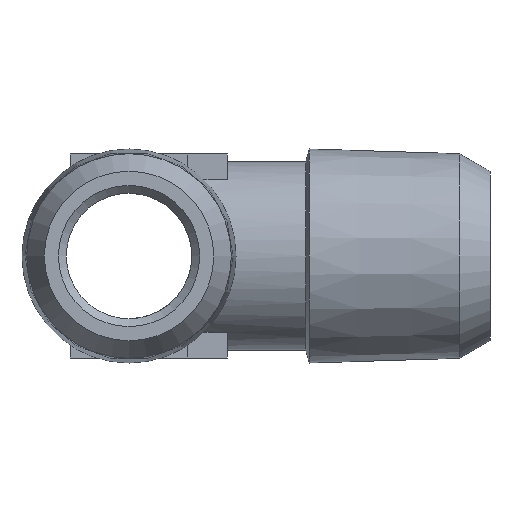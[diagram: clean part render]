
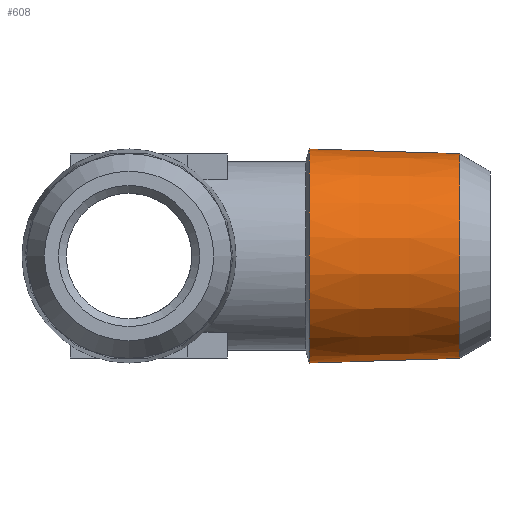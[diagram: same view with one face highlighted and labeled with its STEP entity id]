
A CAD part, left-side view. The second image highlights one B-rep face of the part: STEP entity #608.
In plain terms, the highlighted conical face has half-angle 1.79 degrees and reference radius 6.52 mm.
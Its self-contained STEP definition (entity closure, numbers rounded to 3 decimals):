
#6 = DIRECTION ( 'NONE',  ( 0., 1., 0. ) ) ;
#10 = DIRECTION ( 'NONE',  ( 0., 0., 1. ) ) ;
#11 = CARTESIAN_POINT ( 'NONE',  ( 0., 4.44, 0. ) ) ;
#46 = CARTESIAN_POINT ( 'NONE',  ( 0., 4.44, 6.52 ) ) ;
#47 = CARTESIAN_POINT ( 'NONE',  ( 0., 14.017, 6.819 ) ) ;
#100 = DIRECTION ( 'NONE',  ( 0., 0., 1. ) ) ;
#103 = DIRECTION ( 'NONE',  ( 0., 1., 0. ) ) ;
#106 = CARTESIAN_POINT ( 'NONE',  ( 0., 14.017, 0. ) ) ;
#203 = VERTEX_POINT ( 'NONE', #46 ) ;
#204 = VERTEX_POINT ( 'NONE', #47 ) ;
#263 = CIRCLE ( 'NONE', #1025, 6.52 ) ;
#282 = CIRCLE ( 'NONE', #1022, 6.819 ) ;
#522 = DIRECTION ( 'NONE',  ( 0., 1., 0. ) ) ;
#550 = CARTESIAN_POINT ( 'NONE',  ( 0., 4.44, 0. ) ) ;
#559 = DIRECTION ( 'NONE',  ( 0., 0., 1. ) ) ;
#608 = ADVANCED_FACE ( 'NONE', ( #877, #892 ), #888, .T. ) ;
#681 = EDGE_CURVE ( 'NONE', #204, #204, #282, .T. ) ;
#696 = EDGE_CURVE ( 'NONE', #203, #203, #263, .T. ) ;
#727 = AXIS2_PLACEMENT_3D ( 'NONE', #550, #522, #559 ) ;
#877 = FACE_BOUND ( 'NONE', #913, .T. ) ;
#888 = CONICAL_SURFACE ( 'NONE', #727, 6.52, 0.031 ) ;
#892 = FACE_OUTER_BOUND ( 'NONE', #903, .T. ) ;
#903 = EDGE_LOOP ( 'NONE', ( #961 ) ) ;
#913 = EDGE_LOOP ( 'NONE', ( #962 ) ) ;
#961 = ORIENTED_EDGE ( 'NONE', *, *, #681, .F. ) ;
#962 = ORIENTED_EDGE ( 'NONE', *, *, #696, .T. ) ;
#1022 = AXIS2_PLACEMENT_3D ( 'NONE', #106, #103, #100 ) ;
#1025 = AXIS2_PLACEMENT_3D ( 'NONE', #11, #6, #10 ) ;
